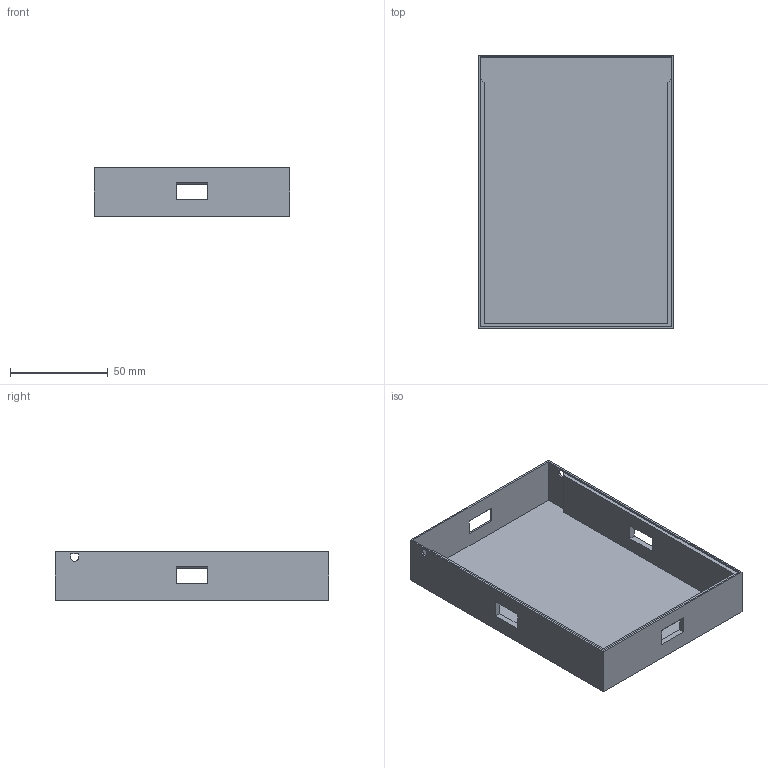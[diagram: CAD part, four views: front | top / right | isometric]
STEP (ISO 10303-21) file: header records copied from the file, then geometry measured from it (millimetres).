
FILE_DESCRIPTION(('FreeCAD Model'),'2;1');
FILE_NAME('Open CASCADE Shape Model','2025-08-19T13:24:23',(''),(''), 'Open CASCADE STEP processor 7.6','FreeCAD','Unknown');
FILE_SCHEMA(('AUTOMOTIVE_DESIGN { 1 0 10303 214 1 1 1 1 }'));
Length unit declared in the file: millimetre
Products named in the file (1): Base
Bounding box: 100 x 140 x 25 mm (x, y, z)
Volume: 40002.6 mm3; surface area: 50577.6 mm2
Topology: 1 solids, 1 shells, 45 faces, 134 edges, 90 vertices
Faces by surface type: plane 43, cylinder 2
Entity records: 3282 total; most frequent: CARTESIAN_POINT 550, DIRECTION 496, LINE 394, VECTOR 394, ORIENTED_EDGE 268, PCURVE 268, DEFINITIONAL_REPRESENTATION 268, EDGE_CURVE 134
